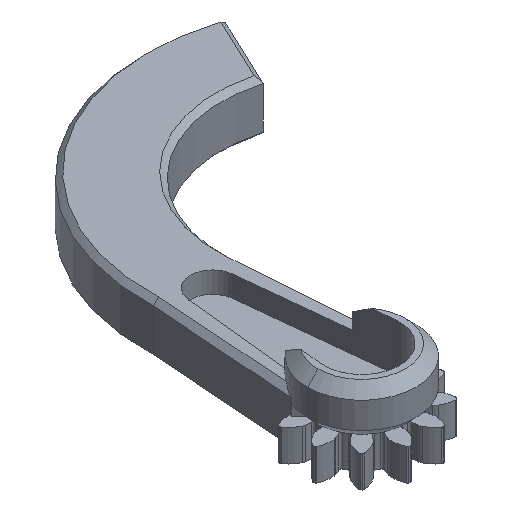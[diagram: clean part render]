
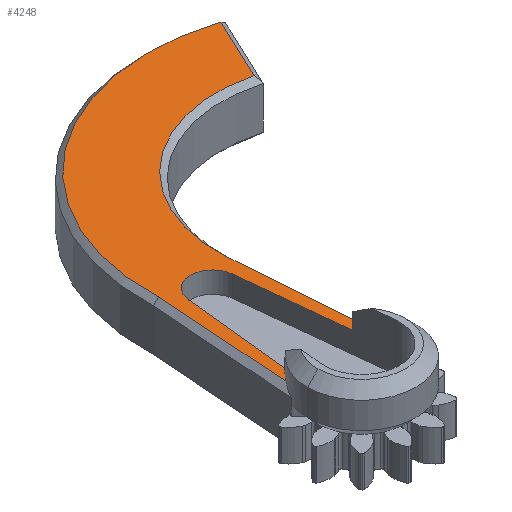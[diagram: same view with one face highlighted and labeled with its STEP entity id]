
A CAD part, isometric view. The second image highlights one B-rep face of the part: STEP entity #4248.
In plain terms, the highlighted planar face has unit normal (0, 0, 1).
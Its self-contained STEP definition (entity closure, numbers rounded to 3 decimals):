
#114=CARTESIAN_POINT('Line Origine',(-2.629,9.198,5.)) ;
#118=CARTESIAN_POINT('Vertex',(-3.17,4.046,5.)) ;
#120=CARTESIAN_POINT('Vertex',(-2.089,14.349,5.)) ;
#216=CARTESIAN_POINT('Vertex',(2.089,14.349,5.)) ;
#247=CARTESIAN_POINT('Vertex',(3.17,4.046,5.)) ;
#250=CARTESIAN_POINT('Line Origine',(2.629,9.198,5.)) ;
#270=CARTESIAN_POINT('Axis2P3D Location',(0.,14.13,5.)) ;
#325=CARTESIAN_POINT('Axis2P3D Location',(0.,0.,5.)) ;
#329=CARTESIAN_POINT('Vertex',(-4.197,2.967,5.)) ;
#2889=CARTESIAN_POINT('Vertex',(3.251,16.014,5.)) ;
#2892=CARTESIAN_POINT('Line Origine',(3.221,16.426,5.)) ;
#2896=CARTESIAN_POINT('Vertex',(4.197,2.967,5.)) ;
#2924=CARTESIAN_POINT('Vertex',(19.415,29.606,5.)) ;
#2927=CARTESIAN_POINT('Axis2P3D Location',(16.254,16.957,5.)) ;
#2949=CARTESIAN_POINT('Line Origine',(13.184,16.426,5.)) ;
#2953=CARTESIAN_POINT('Vertex',(22.227,35.556,5.)) ;
#2981=CARTESIAN_POINT('Axis2P3D Location',(16.254,16.957,5.)) ;
#2985=CARTESIAN_POINT('Vertex',(-3.254,15.96,5.)) ;
#4204=CARTESIAN_POINT('Line Origine',(-3.221,16.426,5.)) ;
#4216=CARTESIAN_POINT('Axis2P3D Location',(0.,0.,5.)) ;
#4231=CARTESIAN_POINT('Axis2P3D Location',(0.,0.,5.)) ;
#115=DIRECTION('Vector Direction',(0.104,0.995,0.)) ;
#251=DIRECTION('Vector Direction',(-0.104,0.995,0.)) ;
#271=DIRECTION('Axis2P3D Direction',(0.,0.,1.)) ;
#326=DIRECTION('Axis2P3D Direction',(0.,0.,1.)) ;
#2893=DIRECTION('Vector Direction',(0.072,-0.997,0.)) ;
#2928=DIRECTION('Axis2P3D Direction',(0.,0.,1.)) ;
#2950=DIRECTION('Vector Direction',(0.427,0.904,0.)) ;
#2982=DIRECTION('Axis2P3D Direction',(0.,0.,1.)) ;
#4205=DIRECTION('Vector Direction',(-0.072,-0.997,0.)) ;
#4217=DIRECTION('Axis2P3D Direction',(0.,0.,1.)) ;
#4232=DIRECTION('Axis2P3D Direction',(0.,0.,1.)) ;
#4233=DIRECTION('Axis2P3D XDirection',(1.,0.,0.)) ;
#272=AXIS2_PLACEMENT_3D('Circle Axis2P3D',#270,#271,$) ;
#327=AXIS2_PLACEMENT_3D('Circle Axis2P3D',#325,#326,$) ;
#2929=AXIS2_PLACEMENT_3D('Circle Axis2P3D',#2927,#2928,$) ;
#2983=AXIS2_PLACEMENT_3D('Circle Axis2P3D',#2981,#2982,$) ;
#4218=AXIS2_PLACEMENT_3D('Circle Axis2P3D',#4216,#4217,$) ;
#4234=AXIS2_PLACEMENT_3D('Plane Axis2P3D',#4231,#4232,#4233) ;
#4237=ORIENTED_EDGE('',*,*,#4220,.F.) ;
#4238=ORIENTED_EDGE('',*,*,#2898,.T.) ;
#4239=ORIENTED_EDGE('',*,*,#2931,.T.) ;
#4240=ORIENTED_EDGE('',*,*,#2955,.T.) ;
#4241=ORIENTED_EDGE('',*,*,#2987,.T.) ;
#4242=ORIENTED_EDGE('',*,*,#4208,.T.) ;
#4243=ORIENTED_EDGE('',*,*,#331,.F.) ;
#4244=ORIENTED_EDGE('',*,*,#122,.T.) ;
#4245=ORIENTED_EDGE('',*,*,#274,.F.) ;
#4246=ORIENTED_EDGE('',*,*,#254,.F.) ;
#116=VECTOR('Line Direction',#115,1.) ;
#252=VECTOR('Line Direction',#251,1.) ;
#2894=VECTOR('Line Direction',#2893,1.) ;
#2951=VECTOR('Line Direction',#2950,1.) ;
#4206=VECTOR('Line Direction',#4205,1.) ;
#4248=ADVANCED_FACE('Corps principal',(#4247),#4235,.T.) ;
#273=CIRCLE('generated circle',#272,2.1) ;
#328=CIRCLE('generated circle',#327,5.14) ;
#2930=CIRCLE('generated circle',#2929,13.038) ;
#2984=CIRCLE('generated circle',#2983,19.534) ;
#4219=CIRCLE('generated circle',#4218,5.14) ;
#122=EDGE_CURVE('',#119,#121,#117,.T.) ;
#254=EDGE_CURVE('',#248,#217,#253,.T.) ;
#274=EDGE_CURVE('',#217,#121,#273,.T.) ;
#331=EDGE_CURVE('',#119,#330,#328,.T.) ;
#2898=EDGE_CURVE('',#2897,#2890,#2895,.F.) ;
#2931=EDGE_CURVE('',#2890,#2925,#2930,.F.) ;
#2955=EDGE_CURVE('',#2925,#2954,#2952,.T.) ;
#2987=EDGE_CURVE('',#2954,#2986,#2984,.T.) ;
#4208=EDGE_CURVE('',#2986,#330,#4207,.T.) ;
#4220=EDGE_CURVE('',#2897,#248,#4219,.T.) ;
#4236=EDGE_LOOP('',(#4237,#4238,#4239,#4240,#4241,#4242,#4243,#4244,#4245,#4246)) ;
#4247=FACE_OUTER_BOUND('',#4236,.T.) ;
#117=LINE('Line',#114,#116) ;
#253=LINE('Line',#250,#252) ;
#2895=LINE('Line',#2892,#2894) ;
#2952=LINE('Line',#2949,#2951) ;
#4207=LINE('Line',#4204,#4206) ;
#4235=PLANE('Plane',#4234) ;
#119=VERTEX_POINT('',#118) ;
#121=VERTEX_POINT('',#120) ;
#217=VERTEX_POINT('',#216) ;
#248=VERTEX_POINT('',#247) ;
#330=VERTEX_POINT('',#329) ;
#2890=VERTEX_POINT('',#2889) ;
#2897=VERTEX_POINT('',#2896) ;
#2925=VERTEX_POINT('',#2924) ;
#2954=VERTEX_POINT('',#2953) ;
#2986=VERTEX_POINT('',#2985) ;
